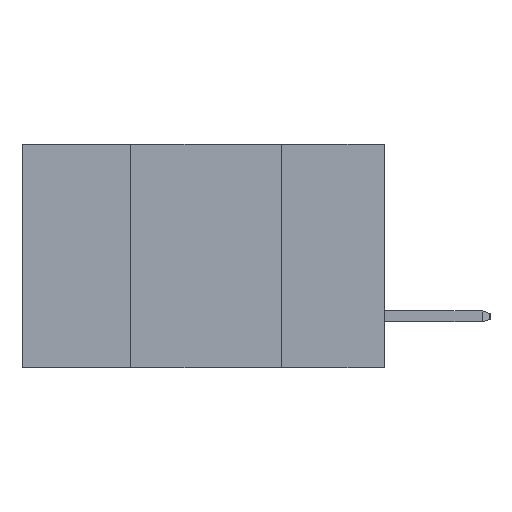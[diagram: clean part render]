
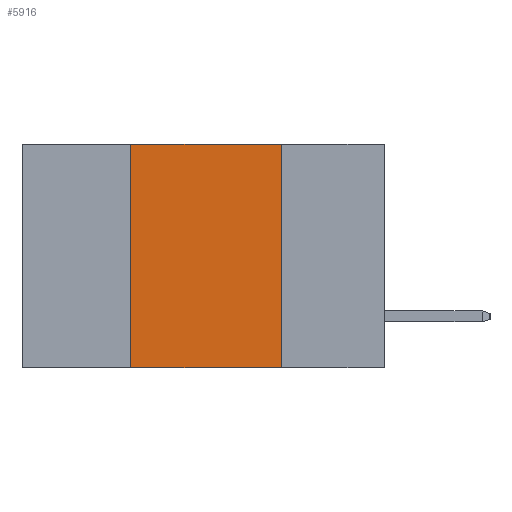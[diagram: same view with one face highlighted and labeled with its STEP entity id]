
A CAD part, left-side view. The second image highlights one B-rep face of the part: STEP entity #5916.
In plain terms, the highlighted planar face has unit normal (-1, 0, 0).
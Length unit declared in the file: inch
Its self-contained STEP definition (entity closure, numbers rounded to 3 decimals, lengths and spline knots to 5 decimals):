
#1411 = LINE ( 'NONE', #6903, #4938 ) ;
#1741 = LINE ( 'NONE', #2782, #9165 ) ;
#1942 = ORIENTED_EDGE ( 'NONE', *, *, #11302, .F. ) ;
#2399 = ORIENTED_EDGE ( 'NONE', *, *, #11020, .F. ) ;
#2712 = DIRECTION ( 'NONE',  ( 0., 0., -1. ) ) ;
#2782 = CARTESIAN_POINT ( 'NONE',  ( 0., 0.17, -0.37 ) ) ;
#2998 = DIRECTION ( 'NONE',  ( 0., 0., 1. ) ) ;
#3290 = ORIENTED_EDGE ( 'NONE', *, *, #10567, .T. ) ;
#4455 = EDGE_LOOP ( 'NONE', ( #10868, #2399, #1942, #3290 ) ) ;
#4938 = VECTOR ( 'NONE', #7444, 39.37008 ) ;
#5333 = VERTEX_POINT ( 'NONE', #12153 ) ;
#5773 = CARTESIAN_POINT ( 'NONE',  ( 0., 0.42, -0.37 ) ) ;
#5860 = DIRECTION ( 'NONE',  ( 0., 0., -1. ) ) ;
#5885 = DIRECTION ( 'NONE',  ( 1., 0., 0. ) ) ;
#5899 = CARTESIAN_POINT ( 'NONE',  ( 0., 0.6, 0. ) ) ;
#5916 = ADVANCED_FACE ( 'NONE', ( #9972 ), #5987, .F. ) ;
#5987 = PLANE ( 'NONE',  #17163 ) ;
#6046 = CARTESIAN_POINT ( 'NONE',  ( 0., 0.42, 0. ) ) ;
#6903 = CARTESIAN_POINT ( 'NONE',  ( 0., 0.6, 0. ) ) ;
#7147 = VERTEX_POINT ( 'NONE', #18408 ) ;
#7444 = DIRECTION ( 'NONE',  ( 0., -1., 0. ) ) ;
#8692 = VERTEX_POINT ( 'NONE', #6046 ) ;
#9093 = EDGE_CURVE ( 'NONE', #13690, #5333, #1741, .T. ) ;
#9165 = VECTOR ( 'NONE', #2712, 39.37008 ) ;
#9786 = LINE ( 'NONE', #12132, #16821 ) ;
#9972 = FACE_OUTER_BOUND ( 'NONE', #4455, .T. ) ;
#10567 = EDGE_CURVE ( 'NONE', #7147, #5333, #9786, .T. ) ;
#10868 = ORIENTED_EDGE ( 'NONE', *, *, #9093, .F. ) ;
#11020 = EDGE_CURVE ( 'NONE', #8692, #13690, #1411, .T. ) ;
#11302 = EDGE_CURVE ( 'NONE', #7147, #8692, #11324, .T. ) ;
#11324 = LINE ( 'NONE', #5773, #11776 ) ;
#11776 = VECTOR ( 'NONE', #2998, 39.37008 ) ;
#12132 = CARTESIAN_POINT ( 'NONE',  ( 0., 0.6, -0.37 ) ) ;
#12153 = CARTESIAN_POINT ( 'NONE',  ( 0., 0.17, -0.37 ) ) ;
#12454 = DIRECTION ( 'NONE',  ( 0., -1., 0. ) ) ;
#13690 = VERTEX_POINT ( 'NONE', #17978 ) ;
#16821 = VECTOR ( 'NONE', #12454, 39.37008 ) ;
#17163 = AXIS2_PLACEMENT_3D ( 'NONE', #5899, #5885, #5860 ) ;
#17978 = CARTESIAN_POINT ( 'NONE',  ( 0., 0.17, 0. ) ) ;
#18408 = CARTESIAN_POINT ( 'NONE',  ( 0., 0.42, -0.37 ) ) ;
